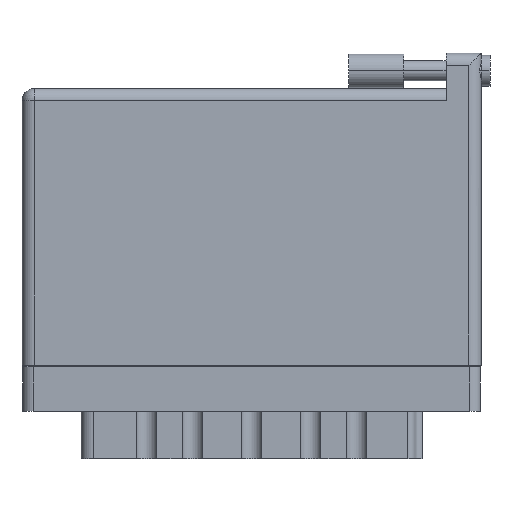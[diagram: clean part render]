
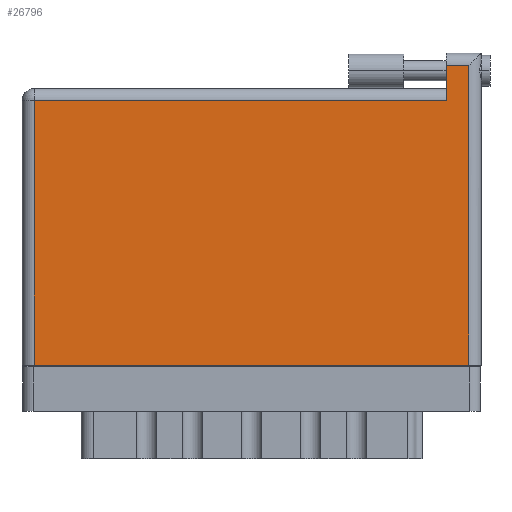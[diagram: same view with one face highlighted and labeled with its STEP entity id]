
A CAD part, front view. The second image highlights one B-rep face of the part: STEP entity #26796.
In plain terms, the highlighted face is planar.
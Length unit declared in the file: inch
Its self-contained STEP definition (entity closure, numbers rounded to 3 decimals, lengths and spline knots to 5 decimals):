
#1584 = CARTESIAN_POINT ( 'NONE',  ( 0., 1.696, 0. ) ) ;
#3271 = PLANE ( 'NONE',  #5873 ) ;
#3626 = LINE ( 'NONE', #33698, #16590 ) ;
#4114 = VERTEX_POINT ( 'NONE', #29529 ) ;
#4203 = EDGE_CURVE ( 'NONE', #25291, #44931, #33247, .T. ) ;
#5873 = AXIS2_PLACEMENT_3D ( 'NONE', #40423, #44527, #32854 ) ;
#5971 = EDGE_CURVE ( 'NONE', #44931, #21138, #23653, .T. ) ;
#7243 = ORIENTED_EDGE ( 'NONE', *, *, #28556, .T. ) ;
#8406 = DIRECTION ( 'NONE',  ( -1., 0., 0. ) ) ;
#8726 = CARTESIAN_POINT ( 'NONE',  ( 2.403, 1.696, 0. ) ) ;
#9273 = DIRECTION ( 'NONE',  ( 0., -1., 0. ) ) ;
#10645 = VECTOR ( 'NONE', #12506, 39.37008 ) ;
#10736 = CARTESIAN_POINT ( 'NONE',  ( 2.53, 1.766, 0. ) ) ;
#11276 = VECTOR ( 'NONE', #25233, 39.37008 ) ;
#11537 = CARTESIAN_POINT ( 'NONE',  ( 0.07, 0., 0. ) ) ;
#12506 = DIRECTION ( 'NONE',  ( 1., 0., 0. ) ) ;
#12888 = CARTESIAN_POINT ( 'NONE',  ( 2.403, 1.766, 0. ) ) ;
#15815 = CARTESIAN_POINT ( 'NONE',  ( 0.07, 0., 0. ) ) ;
#16590 = VECTOR ( 'NONE', #40920, 39.37008 ) ;
#17886 = VECTOR ( 'NONE', #8406, 39.37008 ) ;
#18451 = FACE_OUTER_BOUND ( 'NONE', #25658, .T. ) ;
#18470 = ORIENTED_EDGE ( 'NONE', *, *, #4203, .T. ) ;
#20740 = ORIENTED_EDGE ( 'NONE', *, *, #5971, .T. ) ;
#21138 = VERTEX_POINT ( 'NONE', #42037 ) ;
#21281 = EDGE_CURVE ( 'NONE', #4114, #45218, #35051, .T. ) ;
#22682 = CARTESIAN_POINT ( 'NONE',  ( 2.403, 1.496, 0. ) ) ;
#23380 = DIRECTION ( 'NONE',  ( 0., -1., 0. ) ) ;
#23653 = LINE ( 'NONE', #42226, #10645 ) ;
#24208 = LINE ( 'NONE', #10736, #11276 ) ;
#25233 = DIRECTION ( 'NONE',  ( 0., 1., 0. ) ) ;
#25291 = VERTEX_POINT ( 'NONE', #43205 ) ;
#25658 = EDGE_LOOP ( 'NONE', ( #20740, #35271, #30661, #7243, #41496, #18470 ) ) ;
#26796 = ADVANCED_FACE ( 'NONE', ( #18451 ), #3271, .F. ) ;
#27754 = EDGE_CURVE ( 'NONE', #31163, #25291, #3626, .T. ) ;
#28556 = EDGE_CURVE ( 'NONE', #45218, #31163, #35313, .T. ) ;
#29529 = CARTESIAN_POINT ( 'NONE',  ( 2.53, 1.696, 0. ) ) ;
#30661 = ORIENTED_EDGE ( 'NONE', *, *, #21281, .T. ) ;
#31163 = VERTEX_POINT ( 'NONE', #22682 ) ;
#32854 = DIRECTION ( 'NONE',  ( -1., 0., 0. ) ) ;
#33247 = LINE ( 'NONE', #15815, #40861 ) ;
#33698 = CARTESIAN_POINT ( 'NONE',  ( 0., 1.496, 0. ) ) ;
#35051 = LINE ( 'NONE', #1584, #17886 ) ;
#35271 = ORIENTED_EDGE ( 'NONE', *, *, #35885, .T. ) ;
#35313 = LINE ( 'NONE', #12888, #47695 ) ;
#35885 = EDGE_CURVE ( 'NONE', #21138, #4114, #24208, .T. ) ;
#40423 = CARTESIAN_POINT ( 'NONE',  ( 0., 1.566, 0. ) ) ;
#40861 = VECTOR ( 'NONE', #23380, 39.37008 ) ;
#40920 = DIRECTION ( 'NONE',  ( -1., 0., 0. ) ) ;
#41496 = ORIENTED_EDGE ( 'NONE', *, *, #27754, .T. ) ;
#42037 = CARTESIAN_POINT ( 'NONE',  ( 2.53, 0., 0. ) ) ;
#42226 = CARTESIAN_POINT ( 'NONE',  ( 0., 0., 0. ) ) ;
#43205 = CARTESIAN_POINT ( 'NONE',  ( 0.07, 1.496, 0. ) ) ;
#44527 = DIRECTION ( 'NONE',  ( 0., 0., -1. ) ) ;
#44931 = VERTEX_POINT ( 'NONE', #11537 ) ;
#45218 = VERTEX_POINT ( 'NONE', #8726 ) ;
#47695 = VECTOR ( 'NONE', #9273, 39.37008 ) ;
